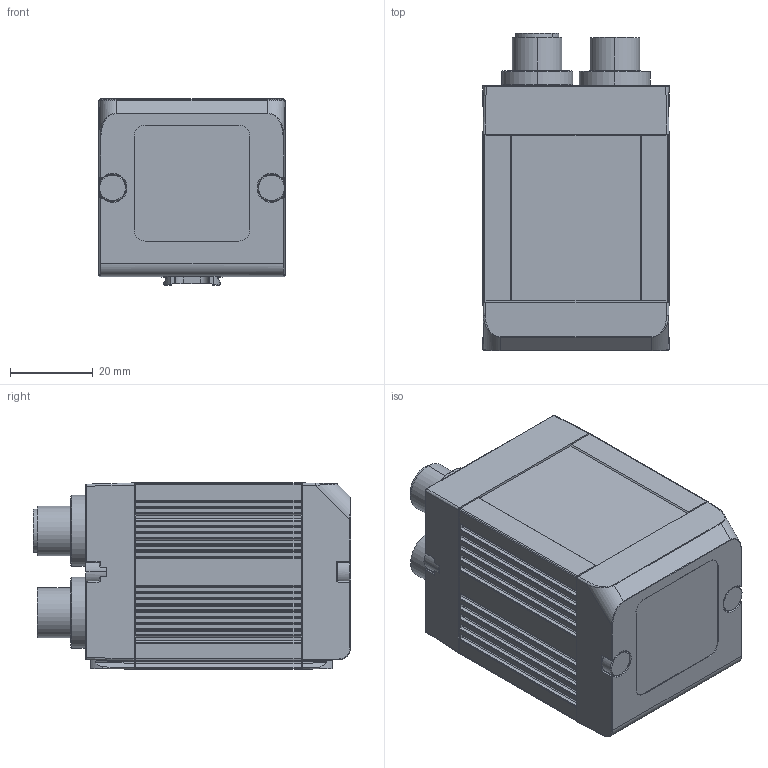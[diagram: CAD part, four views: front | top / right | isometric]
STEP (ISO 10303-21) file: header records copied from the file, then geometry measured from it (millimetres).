
FILE_DESCRIPTION((''),'2;1');
FILE_NAME('VISION_SENSOR','2007-06-19T',('agebhardt'),(''),'PRO/ENGINEER BY PARAMETRIC TECHNOLOGY CORPORATION, 2006300','PRO/ENGINEER BY PARAMETRIC TECHNOLOGY CORPORATION, 2006300','');
FILE_SCHEMA(('CONFIG_CONTROL_DESIGN'));
Length unit declared in the file: millimetre
Products named in the file (1): VISION_SENSOR
Bounding box: 45 x 76.7 x 45 mm (x, y, z)
Volume: 125181.3 mm3; surface area: 23473.2 mm2
Topology: 2 solids, 13 shells, 787 faces, 2097 edges, 1373 vertices
Faces by surface type: plane 386, cylinder 310, cone 48, bspline 30, torus 12, extrusion 1
Entity records: 34341 total; most frequent: CARTESIAN_POINT 8298, ORIENTED_EDGE 4176, DIRECTION 4021, PRESENTATION_STYLE_ASSIGNMENT 2103, STYLED_ITEM 2103, CURVE_STYLE 2099, EDGE_CURVE 2088, AXIS2_PLACEMENT_3D 1418
